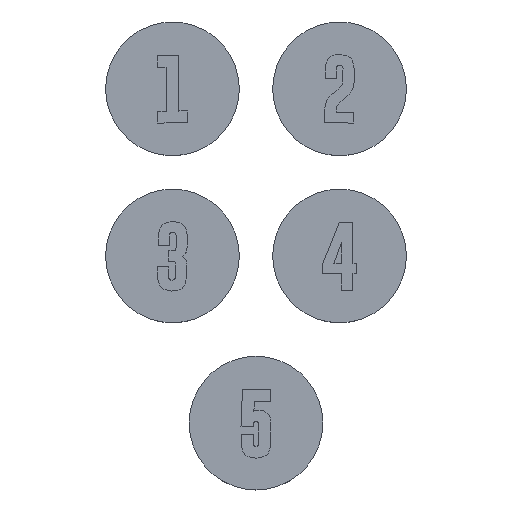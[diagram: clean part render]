
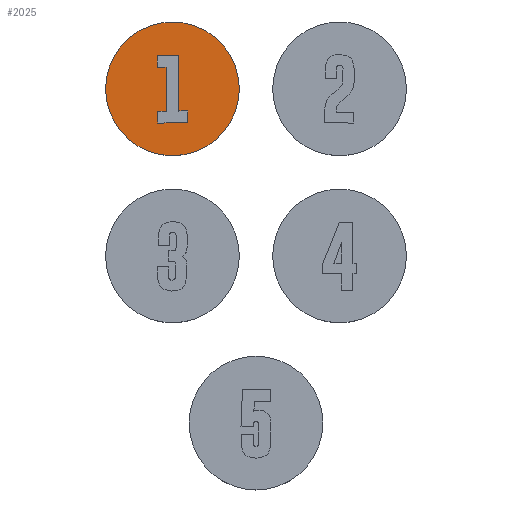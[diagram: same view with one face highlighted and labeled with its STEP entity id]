
A CAD part, top view. The second image highlights one B-rep face of the part: STEP entity #2025.
In plain terms, the highlighted planar face has unit normal (0, 0, 1).
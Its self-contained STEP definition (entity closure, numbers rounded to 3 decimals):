
#153=FACE_BOUND('',#302,.T.);
#159=CIRCLE('',#2203,20.);
#186=FACE_OUTER_BOUND('',#301,.T.);
#301=EDGE_LOOP('',(#1397));
#302=EDGE_LOOP('',(#1398,#1399,#1400,#1401,#1402,#1403,#1404,#1405,#1406,
#1407));
#410=LINE('',#2719,#629);
#414=LINE('',#2727,#633);
#417=LINE('',#2733,#636);
#420=LINE('',#2739,#639);
#423=LINE('',#2745,#642);
#426=LINE('',#2751,#645);
#429=LINE('',#2757,#648);
#432=LINE('',#2763,#651);
#435=LINE('',#2769,#654);
#438=LINE('',#2774,#657);
#629=VECTOR('',#2297,10.);
#633=VECTOR('',#2303,10.);
#636=VECTOR('',#2308,10.);
#639=VECTOR('',#2313,10.);
#642=VECTOR('',#2318,10.);
#645=VECTOR('',#2323,10.);
#648=VECTOR('',#2328,10.);
#651=VECTOR('',#2333,10.);
#654=VECTOR('',#2338,10.);
#657=VECTOR('',#2343,10.);
#848=VERTEX_POINT('',#2717);
#849=VERTEX_POINT('',#2718);
#852=VERTEX_POINT('',#2726);
#854=VERTEX_POINT('',#2732);
#856=VERTEX_POINT('',#2738);
#858=VERTEX_POINT('',#2744);
#860=VERTEX_POINT('',#2750);
#862=VERTEX_POINT('',#2756);
#864=VERTEX_POINT('',#2762);
#866=VERTEX_POINT('',#2768);
#868=VERTEX_POINT('',#2778);
#1046=EDGE_CURVE('',#848,#849,#410,.T.);
#1050=EDGE_CURVE('',#852,#848,#414,.T.);
#1053=EDGE_CURVE('',#854,#852,#417,.T.);
#1056=EDGE_CURVE('',#856,#854,#420,.T.);
#1059=EDGE_CURVE('',#858,#856,#423,.T.);
#1062=EDGE_CURVE('',#860,#858,#426,.T.);
#1065=EDGE_CURVE('',#862,#860,#429,.T.);
#1068=EDGE_CURVE('',#864,#862,#432,.T.);
#1071=EDGE_CURVE('',#866,#864,#435,.T.);
#1074=EDGE_CURVE('',#849,#866,#438,.T.);
#1076=EDGE_CURVE('',#868,#868,#159,.T.);
#1397=ORIENTED_EDGE('',*,*,#1076,.T.);
#1398=ORIENTED_EDGE('',*,*,#1046,.T.);
#1399=ORIENTED_EDGE('',*,*,#1074,.T.);
#1400=ORIENTED_EDGE('',*,*,#1071,.T.);
#1401=ORIENTED_EDGE('',*,*,#1068,.T.);
#1402=ORIENTED_EDGE('',*,*,#1065,.T.);
#1403=ORIENTED_EDGE('',*,*,#1062,.T.);
#1404=ORIENTED_EDGE('',*,*,#1059,.T.);
#1405=ORIENTED_EDGE('',*,*,#1056,.T.);
#1406=ORIENTED_EDGE('',*,*,#1053,.T.);
#1407=ORIENTED_EDGE('',*,*,#1050,.T.);
#1948=PLANE('',#2205);
#2025=ADVANCED_FACE('',(#186,#153),#1948,.T.);
#2203=AXIS2_PLACEMENT_3D('',#2779,#2349,#2350);
#2205=AXIS2_PLACEMENT_3D('',#2783,#2354,#2355);
#2297=DIRECTION('',(-0.008,1.,0.));
#2303=DIRECTION('',(-1.,-0.008,0.));
#2308=DIRECTION('',(-0.008,1.,0.));
#2313=DIRECTION('',(1.,0.008,0.));
#2318=DIRECTION('',(-0.008,1.,0.));
#2323=DIRECTION('',(-1.,-0.008,0.));
#2328=DIRECTION('',(0.008,-1.,0.));
#2333=DIRECTION('',(1.,0.008,0.));
#2338=DIRECTION('',(0.008,-1.,0.));
#2343=DIRECTION('',(1.,0.008,0.));
#2349=DIRECTION('center_axis',(0.,0.,1.));
#2350=DIRECTION('ref_axis',(1.,0.,0.));
#2354=DIRECTION('center_axis',(0.,0.,1.));
#2355=DIRECTION('ref_axis',(1.,0.,0.));
#2717=CARTESIAN_POINT('',(-4.526,6.408,8.));
#2718=CARTESIAN_POINT('',(-4.555,9.966,8.));
#2719=CARTESIAN_POINT('',(-4.499,3.186,8.));
#2726=CARTESIAN_POINT('',(-1.905,6.43,8.));
#2727=CARTESIAN_POINT('',(-0.979,6.437,8.));
#2732=CARTESIAN_POINT('',(-1.799,-6.655,8.));
#2733=CARTESIAN_POINT('',(-1.826,-3.335,8.));
#2738=CARTESIAN_POINT('',(-4.419,-6.676,8.));
#2739=CARTESIAN_POINT('',(-2.182,-6.658,8.));
#2744=CARTESIAN_POINT('',(-4.39,-10.234,8.));
#2745=CARTESIAN_POINT('',(-4.432,-5.135,8.));
#2750=CARTESIAN_POINT('',(4.557,-10.161,8.));
#2751=CARTESIAN_POINT('',(2.32,-10.179,8.));
#2756=CARTESIAN_POINT('',(4.528,-6.603,8.));
#2757=CARTESIAN_POINT('',(4.501,-3.283,8.));
#2762=CARTESIAN_POINT('',(1.908,-6.625,8.));
#2763=CARTESIAN_POINT('',(0.981,-6.632,8.));
#2768=CARTESIAN_POINT('',(1.772,10.018,8.));
#2769=CARTESIAN_POINT('',(1.813,5.016,8.));
#2774=CARTESIAN_POINT('',(-2.318,9.984,8.));
#2778=CARTESIAN_POINT('',(-20.,0.,8.));
#2779=CARTESIAN_POINT('Origin',(0.,0.,8.));
#2783=CARTESIAN_POINT('Origin',(0.,0.,8.));
